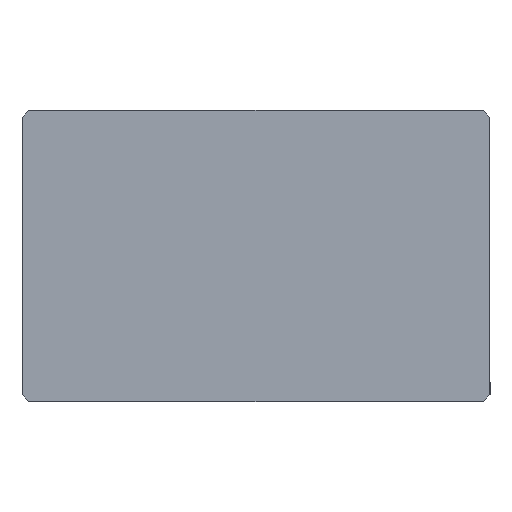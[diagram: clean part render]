
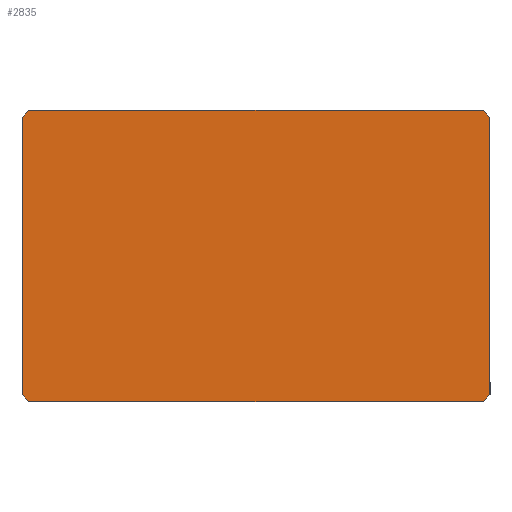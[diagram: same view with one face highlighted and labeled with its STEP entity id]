
A CAD part, front view. The second image highlights one B-rep face of the part: STEP entity #2835.
In plain terms, the highlighted planar face has unit normal (0, -1, 0).
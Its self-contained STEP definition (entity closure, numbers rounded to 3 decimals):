
#59 = ORIENTED_EDGE ( 'NONE', *, *, #2773, .F. ) ;
#62 = VERTEX_POINT ( 'NONE', #1502 ) ;
#78 = DIRECTION ( 'NONE',  ( 0., 0., 1. ) ) ;
#137 = EDGE_CURVE ( 'NONE', #3495, #1495, #465, .T. ) ;
#329 = DIRECTION ( 'NONE',  ( -1., 0., 0. ) ) ;
#408 = LINE ( 'NONE', #2862, #3643 ) ;
#433 = VERTEX_POINT ( 'NONE', #1592 ) ;
#456 = ORIENTED_EDGE ( 'NONE', *, *, #1455, .T. ) ;
#465 = LINE ( 'NONE', #2256, #4215 ) ;
#527 = DIRECTION ( 'NONE',  ( -0.707, 0., 0.707 ) ) ;
#647 = EDGE_CURVE ( 'NONE', #4106, #62, #4382, .T. ) ;
#662 = EDGE_LOOP ( 'NONE', ( #59, #3536, #1530, #3701, #3476, #456, #1691, #3175 ) ) ;
#734 = EDGE_CURVE ( 'NONE', #2252, #2572, #408, .T. ) ;
#781 = VECTOR ( 'NONE', #329, 1000. ) ;
#796 = DIRECTION ( 'NONE',  ( 0., 1., 0. ) ) ;
#901 = VECTOR ( 'NONE', #527, 1000. ) ;
#1020 = LINE ( 'NONE', #3074, #4540 ) ;
#1110 = PLANE ( 'NONE',  #2171 ) ;
#1425 = CARTESIAN_POINT ( 'NONE',  ( 67.5, 0., -42. ) ) ;
#1455 = EDGE_CURVE ( 'NONE', #2252, #433, #3682, .T. ) ;
#1495 = VERTEX_POINT ( 'NONE', #2436 ) ;
#1502 = CARTESIAN_POINT ( 'NONE',  ( -65.5, 0., -42. ) ) ;
#1515 = EDGE_CURVE ( 'NONE', #1866, #2572, #1020, .T. ) ;
#1530 = ORIENTED_EDGE ( 'NONE', *, *, #4444, .F. ) ;
#1592 = CARTESIAN_POINT ( 'NONE',  ( 65.5, 0., 42. ) ) ;
#1691 = ORIENTED_EDGE ( 'NONE', *, *, #2996, .F. ) ;
#1857 = LINE ( 'NONE', #1425, #781 ) ;
#1866 = VERTEX_POINT ( 'NONE', #3068 ) ;
#1931 = CARTESIAN_POINT ( 'NONE',  ( 67.5, 0., -40. ) ) ;
#2077 = CARTESIAN_POINT ( 'NONE',  ( -67.5, 0., -40. ) ) ;
#2112 = CARTESIAN_POINT ( 'NONE',  ( -67.5, 0., -40. ) ) ;
#2150 = CARTESIAN_POINT ( 'NONE',  ( 67.5, 0., 40. ) ) ;
#2171 = AXIS2_PLACEMENT_3D ( 'NONE', #3647, #796, #3662 ) ;
#2242 = VECTOR ( 'NONE', #4175, 1000. ) ;
#2252 = VERTEX_POINT ( 'NONE', #2150 ) ;
#2256 = CARTESIAN_POINT ( 'NONE',  ( -65.5, 0., 42. ) ) ;
#2287 = CARTESIAN_POINT ( 'NONE',  ( 67.5, 0., 42. ) ) ;
#2436 = CARTESIAN_POINT ( 'NONE',  ( -67.5, 0., 40. ) ) ;
#2572 = VERTEX_POINT ( 'NONE', #1931 ) ;
#2589 = CARTESIAN_POINT ( 'NONE',  ( -67.5, 0., 42. ) ) ;
#2590 = LINE ( 'NONE', #2287, #2242 ) ;
#2760 = DIRECTION ( 'NONE',  ( 0.707, 0., -0.707 ) ) ;
#2773 = EDGE_CURVE ( 'NONE', #4106, #1495, #3452, .T. ) ;
#2835 = ADVANCED_FACE ( 'NONE', ( #3448 ), #1110, .F. ) ;
#2862 = CARTESIAN_POINT ( 'NONE',  ( 67.5, 0., 42. ) ) ;
#2996 = EDGE_CURVE ( 'NONE', #3495, #433, #2590, .T. ) ;
#3004 = VECTOR ( 'NONE', #78, 1000. ) ;
#3068 = CARTESIAN_POINT ( 'NONE',  ( 65.5, 0., -42. ) ) ;
#3074 = CARTESIAN_POINT ( 'NONE',  ( 65.5, 0., -42. ) ) ;
#3091 = CARTESIAN_POINT ( 'NONE',  ( 67.5, 0., 40. ) ) ;
#3175 = ORIENTED_EDGE ( 'NONE', *, *, #137, .T. ) ;
#3338 = DIRECTION ( 'NONE',  ( 0., 0., -1. ) ) ;
#3415 = VECTOR ( 'NONE', #2760, 1000. ) ;
#3448 = FACE_OUTER_BOUND ( 'NONE', #662, .T. ) ;
#3452 = LINE ( 'NONE', #2589, #3004 ) ;
#3476 = ORIENTED_EDGE ( 'NONE', *, *, #734, .F. ) ;
#3495 = VERTEX_POINT ( 'NONE', #4068 ) ;
#3536 = ORIENTED_EDGE ( 'NONE', *, *, #647, .T. ) ;
#3643 = VECTOR ( 'NONE', #3338, 1000. ) ;
#3647 = CARTESIAN_POINT ( 'NONE',  ( 0., 0., 0. ) ) ;
#3662 = DIRECTION ( 'NONE',  ( 0., 0., 1. ) ) ;
#3682 = LINE ( 'NONE', #3091, #901 ) ;
#3701 = ORIENTED_EDGE ( 'NONE', *, *, #1515, .T. ) ;
#3922 = DIRECTION ( 'NONE',  ( 0.707, 0., 0.707 ) ) ;
#4068 = CARTESIAN_POINT ( 'NONE',  ( -65.5, 0., 42. ) ) ;
#4106 = VERTEX_POINT ( 'NONE', #2112 ) ;
#4175 = DIRECTION ( 'NONE',  ( 1., 0., 0. ) ) ;
#4215 = VECTOR ( 'NONE', #4392, 1000. ) ;
#4382 = LINE ( 'NONE', #2077, #3415 ) ;
#4392 = DIRECTION ( 'NONE',  ( -0.707, 0., -0.707 ) ) ;
#4444 = EDGE_CURVE ( 'NONE', #1866, #62, #1857, .T. ) ;
#4540 = VECTOR ( 'NONE', #3922, 1000. ) ;
